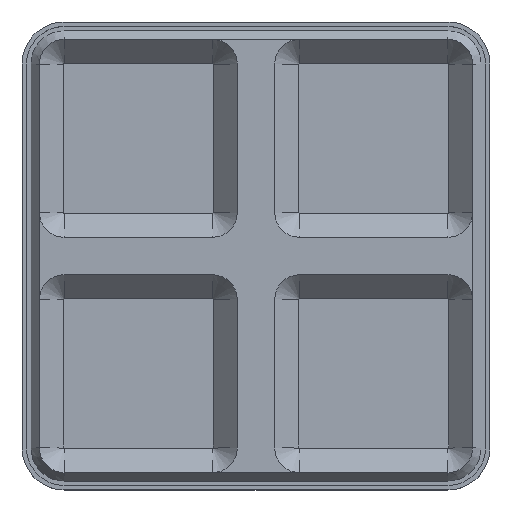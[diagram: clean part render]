
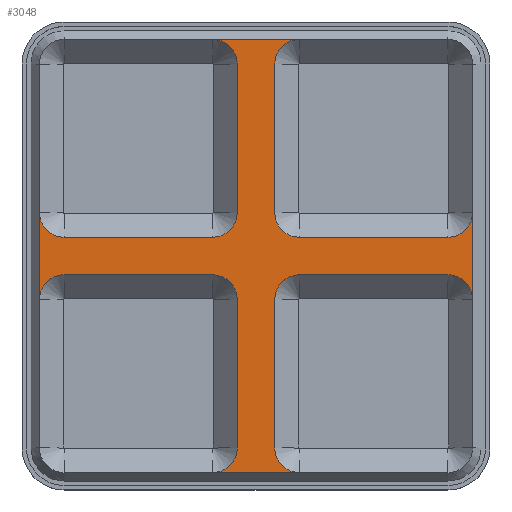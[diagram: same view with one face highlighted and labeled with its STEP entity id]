
A CAD part, top view. The second image highlights one B-rep face of the part: STEP entity #3048.
In plain terms, the highlighted planar face has unit normal (0, 0, 1).
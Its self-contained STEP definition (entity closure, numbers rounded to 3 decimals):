
#108=CIRCLE('',#3262,4.4);
#109=CIRCLE('',#3263,4.4);
#110=CIRCLE('',#3264,4.4);
#111=CIRCLE('',#3265,4.4);
#112=CIRCLE('',#3266,4.4);
#113=CIRCLE('',#3267,4.4);
#114=CIRCLE('',#3268,4.4);
#115=CIRCLE('',#3269,4.4);
#116=CIRCLE('',#3270,4.4);
#117=CIRCLE('',#3271,4.4);
#118=CIRCLE('',#3272,4.4);
#119=CIRCLE('',#3273,4.4);
#240=ORIENTED_EDGE('',*,*,#1160,.T.);
#241=ORIENTED_EDGE('',*,*,#1161,.T.);
#242=ORIENTED_EDGE('',*,*,#1162,.F.);
#243=ORIENTED_EDGE('',*,*,#1163,.F.);
#244=ORIENTED_EDGE('',*,*,#1164,.T.);
#245=ORIENTED_EDGE('',*,*,#1165,.T.);
#246=ORIENTED_EDGE('',*,*,#1166,.F.);
#247=ORIENTED_EDGE('',*,*,#1167,.F.);
#248=ORIENTED_EDGE('',*,*,#1168,.F.);
#249=ORIENTED_EDGE('',*,*,#1169,.T.);
#250=ORIENTED_EDGE('',*,*,#1170,.F.);
#251=ORIENTED_EDGE('',*,*,#1171,.F.);
#252=ORIENTED_EDGE('',*,*,#1172,.T.);
#253=ORIENTED_EDGE('',*,*,#1173,.T.);
#254=ORIENTED_EDGE('',*,*,#1174,.T.);
#255=ORIENTED_EDGE('',*,*,#1175,.F.);
#256=ORIENTED_EDGE('',*,*,#1176,.T.);
#257=ORIENTED_EDGE('',*,*,#1177,.T.);
#258=ORIENTED_EDGE('',*,*,#1178,.F.);
#259=ORIENTED_EDGE('',*,*,#1179,.F.);
#260=ORIENTED_EDGE('',*,*,#1180,.F.);
#261=ORIENTED_EDGE('',*,*,#1181,.T.);
#262=ORIENTED_EDGE('',*,*,#1182,.F.);
#263=ORIENTED_EDGE('',*,*,#1183,.F.);
#1160=EDGE_CURVE('',#1620,#1621,#1884,.T.);
#1161=EDGE_CURVE('',#1621,#1622,#108,.T.);
#1162=EDGE_CURVE('',#1623,#1622,#1885,.T.);
#1163=EDGE_CURVE('',#1624,#1623,#109,.T.);
#1164=EDGE_CURVE('',#1624,#1625,#1886,.T.);
#1165=EDGE_CURVE('',#1625,#1626,#110,.T.);
#1166=EDGE_CURVE('',#1627,#1626,#1887,.T.);
#1167=EDGE_CURVE('',#1628,#1627,#111,.T.);
#1168=EDGE_CURVE('',#1629,#1628,#1888,.T.);
#1169=EDGE_CURVE('',#1629,#1630,#112,.T.);
#1170=EDGE_CURVE('',#1631,#1630,#1889,.T.);
#1171=EDGE_CURVE('',#1632,#1631,#113,.T.);
#1172=EDGE_CURVE('',#1632,#1633,#1890,.T.);
#1173=EDGE_CURVE('',#1633,#1634,#114,.T.);
#1174=EDGE_CURVE('',#1634,#1635,#1891,.T.);
#1175=EDGE_CURVE('',#1636,#1635,#115,.T.);
#1176=EDGE_CURVE('',#1636,#1637,#1892,.T.);
#1177=EDGE_CURVE('',#1637,#1638,#116,.T.);
#1178=EDGE_CURVE('',#1639,#1638,#1893,.T.);
#1179=EDGE_CURVE('',#1640,#1639,#117,.T.);
#1180=EDGE_CURVE('',#1641,#1640,#1894,.T.);
#1181=EDGE_CURVE('',#1641,#1642,#118,.T.);
#1182=EDGE_CURVE('',#1643,#1642,#1895,.T.);
#1183=EDGE_CURVE('',#1620,#1643,#119,.T.);
#1620=VERTEX_POINT('',#4590);
#1621=VERTEX_POINT('',#4591);
#1622=VERTEX_POINT('',#4593);
#1623=VERTEX_POINT('',#4595);
#1624=VERTEX_POINT('',#4597);
#1625=VERTEX_POINT('',#4599);
#1626=VERTEX_POINT('',#4601);
#1627=VERTEX_POINT('',#4603);
#1628=VERTEX_POINT('',#4605);
#1629=VERTEX_POINT('',#4607);
#1630=VERTEX_POINT('',#4609);
#1631=VERTEX_POINT('',#4611);
#1632=VERTEX_POINT('',#4613);
#1633=VERTEX_POINT('',#4615);
#1634=VERTEX_POINT('',#4617);
#1635=VERTEX_POINT('',#4619);
#1636=VERTEX_POINT('',#4621);
#1637=VERTEX_POINT('',#4623);
#1638=VERTEX_POINT('',#4625);
#1639=VERTEX_POINT('',#4627);
#1640=VERTEX_POINT('',#4629);
#1641=VERTEX_POINT('',#4631);
#1642=VERTEX_POINT('',#4633);
#1643=VERTEX_POINT('',#4635);
#1884=LINE('',#4589,#2212);
#1885=LINE('',#4594,#2213);
#1886=LINE('',#4598,#2214);
#1887=LINE('',#4602,#2215);
#1888=LINE('',#4606,#2216);
#1889=LINE('',#4610,#2217);
#1890=LINE('',#4614,#2218);
#1891=LINE('',#4618,#2219);
#1892=LINE('',#4622,#2220);
#1893=LINE('',#4626,#2221);
#1894=LINE('',#4630,#2222);
#1895=LINE('',#4634,#2223);
#2212=VECTOR('',#3597,1000.);
#2213=VECTOR('',#3600,1000.);
#2214=VECTOR('',#3603,1000.);
#2215=VECTOR('',#3606,1000.);
#2216=VECTOR('',#3609,1000.);
#2217=VECTOR('',#3612,1000.);
#2218=VECTOR('',#3615,1000.);
#2219=VECTOR('',#3618,1000.);
#2220=VECTOR('',#3621,1000.);
#2221=VECTOR('',#3624,1000.);
#2222=VECTOR('',#3627,1000.);
#2223=VECTOR('',#3630,1000.);
#2540=EDGE_LOOP('',(#240,#241,#242,#243,#244,#245,#246,#247,#248,#249,#250,
#251,#252,#253,#254,#255,#256,#257,#258,#259,#260,#261,#262,#263));
#2742=FACE_BOUND('',#2540,.T.);
#2944=PLANE('',#3261);
#3048=ADVANCED_FACE('',(#2742),#2944,.T.);
#3261=AXIS2_PLACEMENT_3D('',#4588,#3595,#3596);
#3262=AXIS2_PLACEMENT_3D('',#4592,#3598,#3599);
#3263=AXIS2_PLACEMENT_3D('',#4596,#3601,#3602);
#3264=AXIS2_PLACEMENT_3D('',#4600,#3604,#3605);
#3265=AXIS2_PLACEMENT_3D('',#4604,#3607,#3608);
#3266=AXIS2_PLACEMENT_3D('',#4608,#3610,#3611);
#3267=AXIS2_PLACEMENT_3D('',#4612,#3613,#3614);
#3268=AXIS2_PLACEMENT_3D('',#4616,#3616,#3617);
#3269=AXIS2_PLACEMENT_3D('',#4620,#3619,#3620);
#3270=AXIS2_PLACEMENT_3D('',#4624,#3622,#3623);
#3271=AXIS2_PLACEMENT_3D('',#4628,#3625,#3626);
#3272=AXIS2_PLACEMENT_3D('',#4632,#3628,#3629);
#3273=AXIS2_PLACEMENT_3D('',#4636,#3631,#3632);
#3595=DIRECTION('',(0.,0.,1.));
#3596=DIRECTION('',(1.,0.,0.));
#3597=DIRECTION('',(1.,0.,0.));
#3598=DIRECTION('',(0.,0.,-1.));
#3599=DIRECTION('',(1.,0.,0.));
#3600=DIRECTION('',(0.,-1.,0.));
#3601=DIRECTION('',(0.,0.,1.));
#3602=DIRECTION('',(1.,0.,0.));
#3603=DIRECTION('',(-1.,0.,0.));
#3604=DIRECTION('',(0.,0.,-1.));
#3605=DIRECTION('',(1.,0.,0.));
#3606=DIRECTION('',(0.,-1.,0.));
#3607=DIRECTION('',(0.,0.,1.));
#3608=DIRECTION('',(1.,0.,0.));
#3609=DIRECTION('',(1.,0.,0.));
#3610=DIRECTION('',(0.,0.,-1.));
#3611=DIRECTION('',(1.,0.,0.));
#3612=DIRECTION('',(0.,1.,0.));
#3613=DIRECTION('',(0.,0.,1.));
#3614=DIRECTION('',(1.,0.,0.));
#3615=DIRECTION('',(-1.,0.,0.));
#3616=DIRECTION('',(0.,0.,-1.));
#3617=DIRECTION('',(1.,0.,0.));
#3618=DIRECTION('',(0.,-1.,0.));
#3619=DIRECTION('',(0.,0.,1.));
#3620=DIRECTION('',(1.,0.,0.));
#3621=DIRECTION('',(1.,0.,0.));
#3622=DIRECTION('',(0.,0.,-1.));
#3623=DIRECTION('',(1.,0.,0.));
#3624=DIRECTION('',(0.,1.,0.));
#3625=DIRECTION('',(0.,0.,1.));
#3626=DIRECTION('',(1.,0.,0.));
#3627=DIRECTION('',(-1.,0.,0.));
#3628=DIRECTION('',(0.,0.,-1.));
#3629=DIRECTION('',(1.,0.,0.));
#3630=DIRECTION('',(0.,-1.,0.));
#3631=DIRECTION('',(0.,0.,1.));
#3632=DIRECTION('',(1.,0.,0.));
#4588=CARTESIAN_POINT('',(0.,0.,0.));
#4589=CARTESIAN_POINT('',(21.,-3.35,0.));
#4590=CARTESIAN_POINT('',(7.75,-3.35,0.));
#4591=CARTESIAN_POINT('',(34.25,-3.35,0.));
#4592=CARTESIAN_POINT('',(34.25,-7.75,0.));
#4593=CARTESIAN_POINT('',(38.65,-7.75,0.));
#4594=CARTESIAN_POINT('',(38.65,0.,0.));
#4595=CARTESIAN_POINT('',(38.65,7.75,0.));
#4596=CARTESIAN_POINT('',(34.25,7.75,0.));
#4597=CARTESIAN_POINT('',(34.25,3.35,0.));
#4598=CARTESIAN_POINT('',(42.,3.35,0.));
#4599=CARTESIAN_POINT('',(7.75,3.35,0.));
#4600=CARTESIAN_POINT('',(7.75,7.75,0.));
#4601=CARTESIAN_POINT('',(3.35,7.75,0.));
#4602=CARTESIAN_POINT('',(3.35,42.,0.));
#4603=CARTESIAN_POINT('',(3.35,34.25,0.));
#4604=CARTESIAN_POINT('',(7.75,34.25,0.));
#4605=CARTESIAN_POINT('',(7.75,38.65,0.));
#4606=CARTESIAN_POINT('',(0.,38.65,0.));
#4607=CARTESIAN_POINT('',(-7.75,38.65,0.));
#4608=CARTESIAN_POINT('',(-7.75,34.25,0.));
#4609=CARTESIAN_POINT('',(-3.35,34.25,0.));
#4610=CARTESIAN_POINT('',(-3.35,21.,0.));
#4611=CARTESIAN_POINT('',(-3.35,7.75,0.));
#4612=CARTESIAN_POINT('',(-7.75,7.75,0.));
#4613=CARTESIAN_POINT('',(-7.75,3.35,0.));
#4614=CARTESIAN_POINT('',(0.,3.35,0.));
#4615=CARTESIAN_POINT('',(-34.25,3.35,0.));
#4616=CARTESIAN_POINT('',(-34.25,7.75,0.));
#4617=CARTESIAN_POINT('',(-38.65,7.75,0.));
#4618=CARTESIAN_POINT('',(-38.65,0.,0.));
#4619=CARTESIAN_POINT('',(-38.65,-7.75,0.));
#4620=CARTESIAN_POINT('',(-34.25,-7.75,0.));
#4621=CARTESIAN_POINT('',(-34.25,-3.35,0.));
#4622=CARTESIAN_POINT('',(-21.,-3.35,0.));
#4623=CARTESIAN_POINT('',(-7.75,-3.35,0.));
#4624=CARTESIAN_POINT('',(-7.75,-7.75,0.));
#4625=CARTESIAN_POINT('',(-3.35,-7.75,0.));
#4626=CARTESIAN_POINT('',(-3.35,-21.,0.));
#4627=CARTESIAN_POINT('',(-3.35,-34.25,0.));
#4628=CARTESIAN_POINT('',(-7.75,-34.25,0.));
#4629=CARTESIAN_POINT('',(-7.75,-38.65,0.));
#4630=CARTESIAN_POINT('',(0.,-38.65,0.));
#4631=CARTESIAN_POINT('',(7.75,-38.65,0.));
#4632=CARTESIAN_POINT('',(7.75,-34.25,0.));
#4633=CARTESIAN_POINT('',(3.35,-34.25,0.));
#4634=CARTESIAN_POINT('',(3.35,0.,0.));
#4635=CARTESIAN_POINT('',(3.35,-7.75,0.));
#4636=CARTESIAN_POINT('',(7.75,-7.75,0.));
